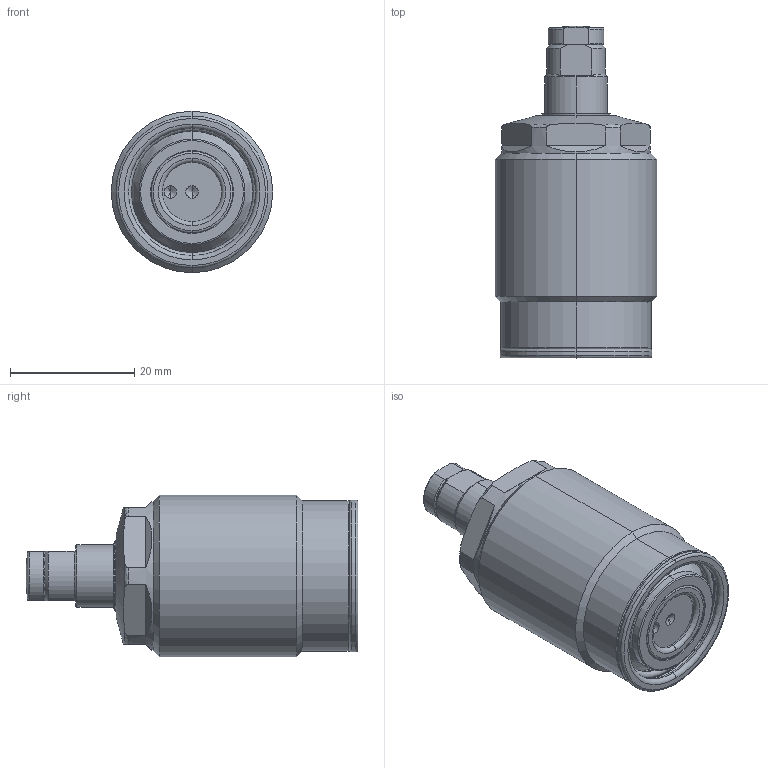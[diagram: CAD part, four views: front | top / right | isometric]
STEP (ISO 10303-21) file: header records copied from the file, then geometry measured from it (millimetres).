
FILE_DESCRIPTION(/* description */ (''),/* implementation_level */ '2;1');
FILE_NAME(/* name */ 'TSS26-S.stp',/* time_stamp */ '2025-01-10T11:04:25+08:00',/* author */ (''),/* organization */ (''),/* preprocessor_version */ 'ST-DEVELOPER v16.7',/* originating_system */ 'SIEMENS PLM Software NX 12.0',/* authorisation */ '');
FILE_SCHEMA (('AUTOMOTIVE_DESIGN { 1 0 10303 214 3 1 1 1 }'));
Length unit declared in the file: millimetre
Products named in the file (7): XLD-M6_contactbolt161; XLD-M6_Oring4004; TSS26-S-04; TSS26-S-03; TSS26-S-01; TSS26-S-02; TSS26-S_stp
Assembly tree (6 placements, depth 3):
  TSS26-S_stp
    TSS26-S-01
    TSS26-S-02
      XLD-M6_Oring4004
      XLD-M6_contactbolt161
    TSS26-S-03
    TSS26-S-04
Bounding box: 26 x 53.5 x 26 mm (x, y, z)
Volume: 19229.8 mm3; surface area: 6256.9 mm2
Topology: 5 solids, 5 shells, 173 faces, 380 edges, 223 vertices
Faces by surface type: torus 58, cylinder 44, plane 35, cone 34, sphere 2
Entity records: 5230 total; most frequent: CARTESIAN_POINT 1199, DIRECTION 920, ORIENTED_EDGE 752, AXIS2_PLACEMENT_3D 408, EDGE_CURVE 376, CIRCLE 228, VERTEX_POINT 223, EDGE_LOOP 187
